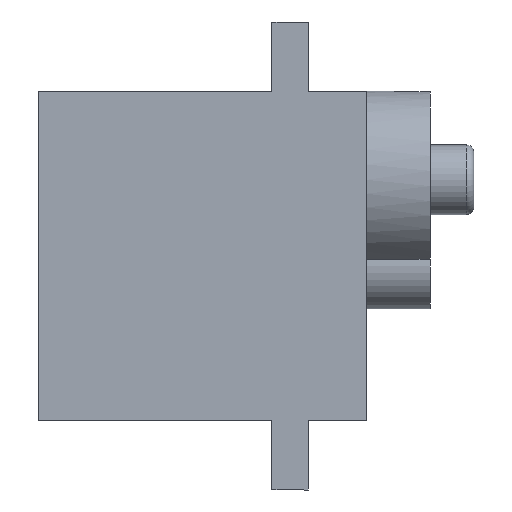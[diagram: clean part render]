
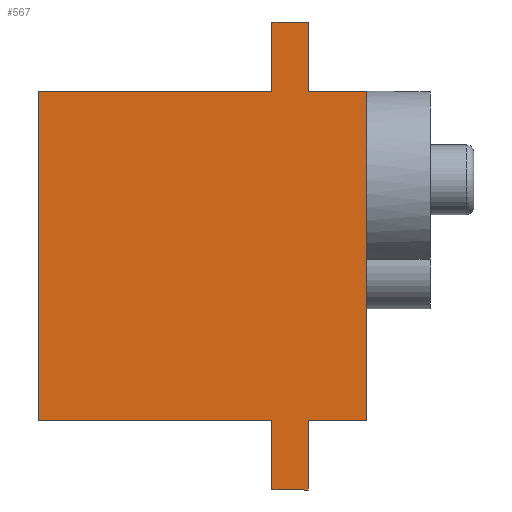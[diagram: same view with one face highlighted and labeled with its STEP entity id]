
A CAD part, left-side view. The second image highlights one B-rep face of the part: STEP entity #567.
In plain terms, the highlighted planar face has unit normal (-1, 0, 0).
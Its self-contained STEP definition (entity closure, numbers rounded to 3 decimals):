
#41=PLANE('',#628);
#55=LINE('',#833,#117);
#68=LINE('',#864,#130);
#73=LINE('',#873,#135);
#76=LINE('',#897,#138);
#80=LINE('',#904,#142);
#87=LINE('',#918,#149);
#88=LINE('',#920,#150);
#91=LINE('',#926,#153);
#94=LINE('',#931,#156);
#96=LINE('',#934,#158);
#97=LINE('',#937,#159);
#102=LINE('',#946,#164);
#104=LINE('',#950,#166);
#117=VECTOR('',#671,10.);
#130=VECTOR('',#698,10.);
#135=VECTOR('',#705,10.);
#138=VECTOR('',#734,10.);
#142=VECTOR('',#740,10.);
#149=VECTOR('',#753,10.);
#150=VECTOR('',#756,10.);
#153=VECTOR('',#761,10.);
#156=VECTOR('',#766,10.);
#158=VECTOR('',#770,10.);
#159=VECTOR('',#773,10.);
#164=VECTOR('',#780,10.);
#166=VECTOR('',#786,10.);
#200=FACE_OUTER_BOUND('',#231,.T.);
#231=EDGE_LOOP('',(#517,#518,#519,#520,#521,#522,#523,#524,#525,#526,#527,
#528,#529));
#263=VERTEX_POINT('',#830);
#264=VERTEX_POINT('',#832);
#274=VERTEX_POINT('',#861);
#275=VERTEX_POINT('',#863);
#278=VERTEX_POINT('',#871);
#285=VERTEX_POINT('',#890);
#286=VERTEX_POINT('',#896);
#288=VERTEX_POINT('',#902);
#292=VERTEX_POINT('',#916);
#293=VERTEX_POINT('',#923);
#294=VERTEX_POINT('',#925);
#296=VERTEX_POINT('',#936);
#299=VERTEX_POINT('',#944);
#318=EDGE_CURVE('',#263,#264,#55,.T.);
#333=EDGE_CURVE('',#274,#275,#68,.T.);
#338=EDGE_CURVE('',#278,#274,#73,.T.);
#349=EDGE_CURVE('',#285,#286,#76,.T.);
#353=EDGE_CURVE('',#288,#285,#80,.T.);
#360=EDGE_CURVE('',#292,#278,#87,.T.);
#361=EDGE_CURVE('',#275,#288,#88,.T.);
#364=EDGE_CURVE('',#293,#294,#91,.T.);
#367=EDGE_CURVE('',#264,#293,#94,.T.);
#369=EDGE_CURVE('',#263,#286,#96,.T.);
#370=EDGE_CURVE('',#296,#294,#97,.T.);
#375=EDGE_CURVE('',#299,#292,#102,.T.);
#377=EDGE_CURVE('',#299,#296,#104,.T.);
#517=ORIENTED_EDGE('',*,*,#377,.T.);
#518=ORIENTED_EDGE('',*,*,#370,.T.);
#519=ORIENTED_EDGE('',*,*,#364,.F.);
#520=ORIENTED_EDGE('',*,*,#367,.F.);
#521=ORIENTED_EDGE('',*,*,#318,.F.);
#522=ORIENTED_EDGE('',*,*,#369,.T.);
#523=ORIENTED_EDGE('',*,*,#349,.F.);
#524=ORIENTED_EDGE('',*,*,#353,.F.);
#525=ORIENTED_EDGE('',*,*,#361,.F.);
#526=ORIENTED_EDGE('',*,*,#333,.F.);
#527=ORIENTED_EDGE('',*,*,#338,.F.);
#528=ORIENTED_EDGE('',*,*,#360,.F.);
#529=ORIENTED_EDGE('',*,*,#375,.F.);
#567=ADVANCED_FACE('',(#200),#41,.T.);
#628=AXIS2_PLACEMENT_3D('',#949,#784,#785);
#671=DIRECTION('',(0.,0.,-1.));
#698=DIRECTION('',(0.,0.,-1.));
#705=DIRECTION('',(0.,-1.,0.));
#734=DIRECTION('',(0.,0.,-1.));
#740=DIRECTION('',(0.,0.,-1.));
#753=DIRECTION('',(0.,0.,1.));
#756=DIRECTION('',(0.,-1.,0.));
#761=DIRECTION('',(0.,0.,1.));
#766=DIRECTION('',(0.,1.,0.));
#770=DIRECTION('',(0.,-1.,0.));
#773=DIRECTION('',(0.,-1.,0.));
#780=DIRECTION('',(0.,-1.,0.));
#784=DIRECTION('center_axis',(-1.,0.,0.));
#785=DIRECTION('ref_axis',(0.,0.,
-1.));
#786=DIRECTION('',(0.,0.,-1.));
#830=CARTESIAN_POINT('',(0.,105.596,-24.168));
#832=CARTESIAN_POINT('',(0.,105.596,-28.943));
#833=CARTESIAN_POINT('',(0.,105.596,3.307));
#861=CARTESIAN_POINT('',(0.,105.596,3.307));
#863=CARTESIAN_POINT('',(0.,105.596,-1.468));
#864=CARTESIAN_POINT('',(0.,105.596,3.307));
#871=CARTESIAN_POINT('',(0.,108.096,3.307));
#873=CARTESIAN_POINT('',(0.,108.096,3.307));
#890=CARTESIAN_POINT('',(0.,101.596,-7.568));
#896=CARTESIAN_POINT('',(0.,101.596,-24.168));
#897=CARTESIAN_POINT('',(0.,101.596,-1.468));
#902=CARTESIAN_POINT('',(0.,101.596,-1.468));
#904=CARTESIAN_POINT('',(0.,101.596,-1.468));
#916=CARTESIAN_POINT('',(0.,108.096,-1.468));
#918=CARTESIAN_POINT('',(0.,108.096,-28.943));
#920=CARTESIAN_POINT('',(0.,124.196,-1.468));
#923=CARTESIAN_POINT('',(0.,108.096,-28.943));
#925=CARTESIAN_POINT('',(0.,108.096,-24.168));
#926=CARTESIAN_POINT('',(0.,108.096,-28.943));
#931=CARTESIAN_POINT('',(0.,105.596,-28.943));
#934=CARTESIAN_POINT('',(0.,124.196,-24.168));
#936=CARTESIAN_POINT('',(0.,124.196,-24.168));
#937=CARTESIAN_POINT('',(0.,124.196,-24.168));
#944=CARTESIAN_POINT('',(0.,124.196,-1.468));
#946=CARTESIAN_POINT('',(0.,124.196,-1.468));
#949=CARTESIAN_POINT('Origin',(0.,124.196,-1.468));
#950=CARTESIAN_POINT('',(0.,124.196,-1.468));
